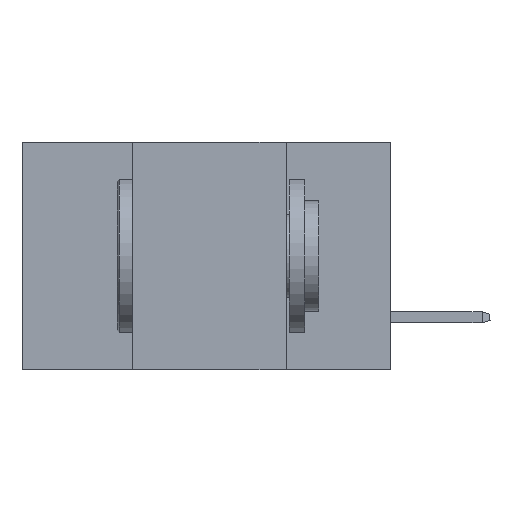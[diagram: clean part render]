
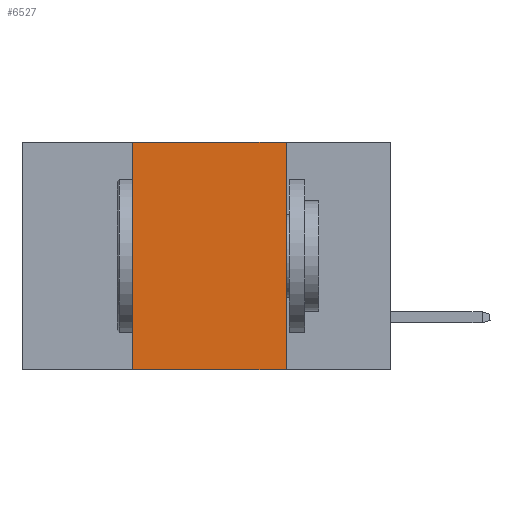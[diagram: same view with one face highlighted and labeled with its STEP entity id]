
A CAD part, left-side view. The second image highlights one B-rep face of the part: STEP entity #6527.
In plain terms, the highlighted planar face has unit normal (-1, 0, 0).
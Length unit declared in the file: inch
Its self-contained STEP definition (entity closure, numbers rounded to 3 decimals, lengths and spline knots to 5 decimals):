
#1097 = CARTESIAN_POINT ( 'NONE',  ( 0., 0.6, -0.37 ) ) ;
#1493 = VECTOR ( 'NONE', #10635, 39.37008 ) ;
#1568 = EDGE_CURVE ( 'NONE', #13651, #13218, #12181, .T. ) ;
#2654 = EDGE_CURVE ( 'NONE', #13651, #16237, #6975, .T. ) ;
#3343 = VERTEX_POINT ( 'NONE', #14211 ) ;
#3438 = ORIENTED_EDGE ( 'NONE', *, *, #18533, .F. ) ;
#4468 = VECTOR ( 'NONE', #5189, 39.37008 ) ;
#4818 = EDGE_CURVE ( 'NONE', #3343, #13218, #8477, .T. ) ;
#4998 = ORIENTED_EDGE ( 'NONE', *, *, #1568, .T. ) ;
#5189 = DIRECTION ( 'NONE',  ( 0., 0., 1. ) ) ;
#5709 = DIRECTION ( 'NONE',  ( 1., 0., 0. ) ) ;
#6282 = LINE ( 'NONE', #6450, #1493 ) ;
#6450 = CARTESIAN_POINT ( 'NONE',  ( 0., 0.6, 0. ) ) ;
#6527 = ADVANCED_FACE ( 'NONE', ( #17329 ), #9703, .F. ) ;
#6975 = LINE ( 'NONE', #12580, #4468 ) ;
#7800 = VECTOR ( 'NONE', #16817, 39.37008 ) ;
#8230 = CARTESIAN_POINT ( 'NONE',  ( 0., 0.17, -0.37 ) ) ;
#8477 = LINE ( 'NONE', #12550, #7800 ) ;
#8486 = DIRECTION ( 'NONE',  ( 0., -1., 0. ) ) ;
#9703 = PLANE ( 'NONE',  #12157 ) ;
#10635 = DIRECTION ( 'NONE',  ( 0., -1., 0. ) ) ;
#11075 = EDGE_LOOP ( 'NONE', ( #17246, #3438, #17805, #4998 ) ) ;
#12157 = AXIS2_PLACEMENT_3D ( 'NONE', #17399, #5709, #14320 ) ;
#12181 = LINE ( 'NONE', #1097, #16054 ) ;
#12550 = CARTESIAN_POINT ( 'NONE',  ( 0., 0.17, 0. ) ) ;
#12580 = CARTESIAN_POINT ( 'NONE',  ( 0., 0.42, 0. ) ) ;
#13218 = VERTEX_POINT ( 'NONE', #8230 ) ;
#13425 = CARTESIAN_POINT ( 'NONE',  ( 0., 0.42, 0. ) ) ;
#13651 = VERTEX_POINT ( 'NONE', #17777 ) ;
#14211 = CARTESIAN_POINT ( 'NONE',  ( 0., 0.17, 0. ) ) ;
#14320 = DIRECTION ( 'NONE',  ( 0., 0., -1. ) ) ;
#16054 = VECTOR ( 'NONE', #8486, 39.37008 ) ;
#16237 = VERTEX_POINT ( 'NONE', #13425 ) ;
#16817 = DIRECTION ( 'NONE',  ( 0., 0., -1. ) ) ;
#17246 = ORIENTED_EDGE ( 'NONE', *, *, #4818, .F. ) ;
#17329 = FACE_OUTER_BOUND ( 'NONE', #11075, .T. ) ;
#17399 = CARTESIAN_POINT ( 'NONE',  ( 0., 0.6, 0. ) ) ;
#17777 = CARTESIAN_POINT ( 'NONE',  ( 0., 0.42, -0.37 ) ) ;
#17805 = ORIENTED_EDGE ( 'NONE', *, *, #2654, .F. ) ;
#18533 = EDGE_CURVE ( 'NONE', #16237, #3343, #6282, .T. ) ;
